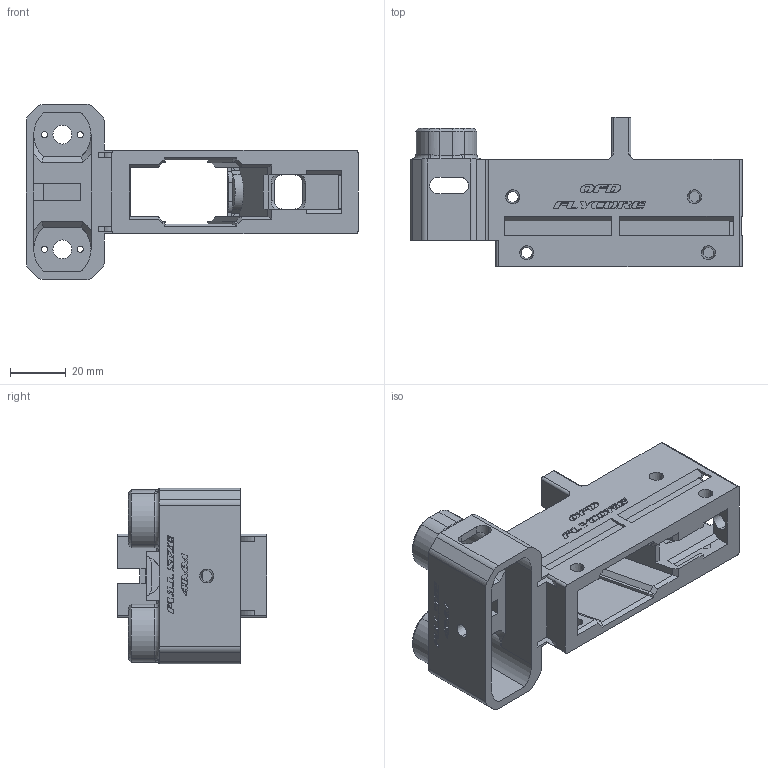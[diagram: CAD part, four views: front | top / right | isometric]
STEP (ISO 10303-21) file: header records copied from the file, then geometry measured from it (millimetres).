
FILE_DESCRIPTION (( 'STEP AP203' ), '1' );
FILE_NAME ('OFD_FLYCORE_ANGLED_FULL_41MM_V1.STEP', '2022-07-20T17:34:33', ( '' ), ( '' ), 'SwSTEP 2.0', 'SolidWorks 2020', '' );
FILE_SCHEMA (( 'CONFIG_CONTROL_DESIGN' ));
Products named in the file (1): OFD_FLYCORE_ANGLED_FULL_41MM_V1
Bounding box: 118.75 x 53.5 x 62.7 mm (x, y, z)
Volume: 74257.6 mm3; surface area: 37702.8 mm2
Topology: 1 solids, 1 shells, 913 faces, 2582 edges, 1697 vertices
Faces by surface type: plane 464, bspline 302, cylinder 89, cone 46, torus 12
Entity records: 37496 total; most frequent: CARTESIAN_POINT 15607, ORIENTED_EDGE 5164, DIRECTION 3442, EDGE_CURVE 2582, VERTEX_POINT 1697, VECTOR 1672, LINE 1672, EDGE_LOOP 991
